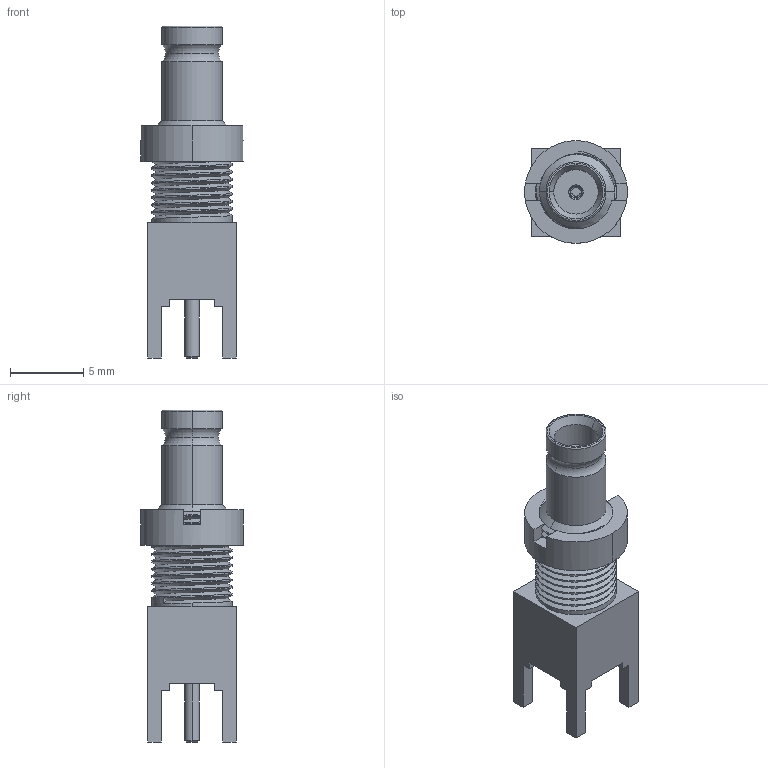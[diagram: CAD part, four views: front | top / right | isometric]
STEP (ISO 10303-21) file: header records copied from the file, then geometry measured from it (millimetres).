
FILE_DESCRIPTION (( 'STEP AP214' ), '1' );
FILE_NAME ('52-454-D36.STEP', '2024-07-31T13:43:37', ( '' ), ( '' ), 'SwSTEP 2.0', 'SolidWorks 2023', '' );
FILE_SCHEMA (( 'AUTOMOTIVE_DESIGN' ));
Length unit declared in the file: millimetre
Products named in the file (1): 52-454-D36
Bounding box: 7 x 7 x 22.6 mm (x, y, z)
Surface area: 761.5 mm2 (no closed solid volume)
Topology: 0 solids, 6 shells, 117 faces, 350 edges, 235 vertices
Faces by surface type: plane 52, cylinder 42, cone 9, bspline 8, torus 6
Entity records: 6765 total; most frequent: CARTESIAN_POINT 3884, ORIENTED_EDGE 635, DIRECTION 538, EDGE_CURVE 350, VERTEX_POINT 235, AXIS2_PLACEMENT_3D 181, LINE 176, VECTOR 176
